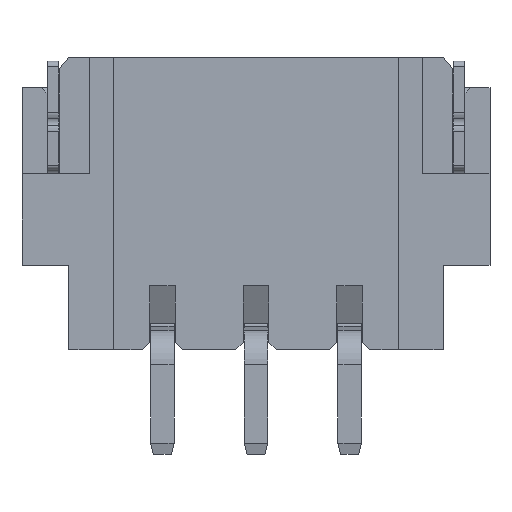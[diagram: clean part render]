
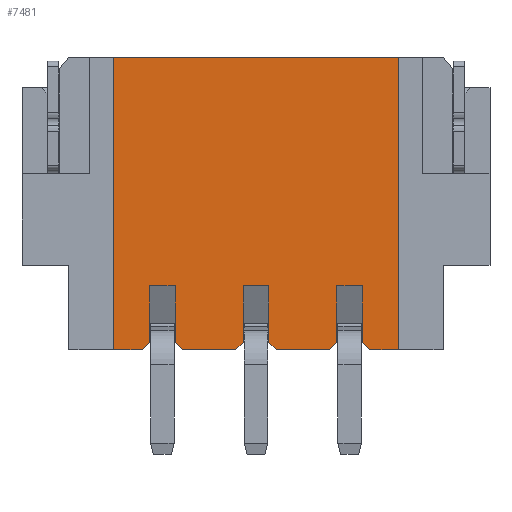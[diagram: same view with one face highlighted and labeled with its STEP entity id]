
A CAD part, front view. The second image highlights one B-rep face of the part: STEP entity #7481.
In plain terms, the highlighted planar face has unit normal (0, -1, 0).
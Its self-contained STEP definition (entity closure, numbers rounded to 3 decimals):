
#1395=DIRECTION('',(-0.707,0.,-0.707));
#1396=VECTOR('',#1395,0.283);
#1397=CARTESIAN_POINT('',(3.41,-5.7,-7.6));
#1398=LINE('',#1397,#1396);
#1399=DIRECTION('',(1.,0.,0.));
#1400=VECTOR('',#1399,7.6);
#1401=CARTESIAN_POINT('',(2.45,-5.7,0.));
#1402=LINE('',#1401,#1400);
#1403=DIRECTION('',(-0.707,0.,0.707));
#1404=VECTOR('',#1403,0.283);
#1405=CARTESIAN_POINT('',(9.29,-5.7,-7.8));
#1406=LINE('',#1405,#1404);
#1407=DIRECTION('',(-1.,0.,0.));
#1408=VECTOR('',#1407,0.68);
#1409=CARTESIAN_POINT('',(9.09,-5.7,-6.1));
#1410=LINE('',#1409,#1408);
#1411=DIRECTION('',(-0.707,0.,-0.707));
#1412=VECTOR('',#1411,0.283);
#1413=CARTESIAN_POINT('',(8.41,-5.7,-7.6));
#1414=LINE('',#1413,#1412);
#1415=DIRECTION('',(-0.707,0.,0.707));
#1416=VECTOR('',#1415,0.283);
#1417=CARTESIAN_POINT('',(6.79,-5.7,-7.8));
#1418=LINE('',#1417,#1416);
#1419=DIRECTION('',(-1.,0.,0.));
#1420=VECTOR('',#1419,0.68);
#1421=CARTESIAN_POINT('',(6.59,-5.7,-6.1));
#1422=LINE('',#1421,#1420);
#1423=DIRECTION('',(-0.707,0.,-0.707));
#1424=VECTOR('',#1423,0.283);
#1425=CARTESIAN_POINT('',(5.91,-5.7,-7.6));
#1426=LINE('',#1425,#1424);
#1427=DIRECTION('',(-0.707,0.,0.707));
#1428=VECTOR('',#1427,0.283);
#1429=CARTESIAN_POINT('',(4.29,-5.7,-7.8));
#1430=LINE('',#1429,#1428);
#1431=DIRECTION('',(-1.,0.,0.));
#1432=VECTOR('',#1431,0.68);
#1433=CARTESIAN_POINT('',(4.09,-5.7,-6.1));
#1434=LINE('',#1433,#1432);
#1447=DIRECTION('',(1.,0.,0.));
#1448=VECTOR('',#1447,0.76);
#1449=CARTESIAN_POINT('',(2.45,-5.7,-7.8));
#1450=LINE('',#1449,#1448);
#2377=DIRECTION('',(0.,0.,-1.));
#2378=VECTOR('',#2377,7.8);
#2379=CARTESIAN_POINT('',(2.45,-5.7,0.));
#2380=LINE('',#2379,#2378);
#2393=DIRECTION('',(0.,0.,1.));
#2394=VECTOR('',#2393,7.8);
#2395=CARTESIAN_POINT('',(10.05,-5.7,-7.8));
#2396=LINE('',#2395,#2394);
#2405=DIRECTION('',(1.,0.,0.));
#2406=VECTOR('',#2405,0.76);
#2407=CARTESIAN_POINT('',(9.29,-5.7,-7.8));
#2408=LINE('',#2407,#2406);
#2461=DIRECTION('',(0.,0.,-1.));
#2462=VECTOR('',#2461,1.5);
#2463=CARTESIAN_POINT('',(9.09,-5.7,-6.1));
#2464=LINE('',#2463,#2462);
#2473=DIRECTION('',(0.,0.,1.));
#2474=VECTOR('',#2473,1.5);
#2475=CARTESIAN_POINT('',(8.41,-5.7,-7.6));
#2476=LINE('',#2475,#2474);
#2517=DIRECTION('',(0.,0.,-1.));
#2518=VECTOR('',#2517,1.5);
#2519=CARTESIAN_POINT('',(6.59,-5.7,-6.1));
#2520=LINE('',#2519,#2518);
#2521=DIRECTION('',(1.,0.,0.));
#2522=VECTOR('',#2521,1.42);
#2523=CARTESIAN_POINT('',(6.79,-5.7,-7.8));
#2524=LINE('',#2523,#2522);
#2533=DIRECTION('',(0.,0.,1.));
#2534=VECTOR('',#2533,1.5);
#2535=CARTESIAN_POINT('',(5.91,-5.7,-7.6));
#2536=LINE('',#2535,#2534);
#2577=DIRECTION('',(0.,0.,-1.));
#2578=VECTOR('',#2577,1.5);
#2579=CARTESIAN_POINT('',(4.09,-5.7,-6.1));
#2580=LINE('',#2579,#2578);
#2581=DIRECTION('',(1.,0.,0.));
#2582=VECTOR('',#2581,1.42);
#2583=CARTESIAN_POINT('',(4.29,-5.7,-7.8));
#2584=LINE('',#2583,#2582);
#2593=DIRECTION('',(0.,0.,1.));
#2594=VECTOR('',#2593,1.5);
#2595=CARTESIAN_POINT('',(3.41,-5.7,-7.6));
#2596=LINE('',#2595,#2594);
#4149=CARTESIAN_POINT('',(10.05,-5.7,0.));
#4151=VERTEX_POINT('',#4149);
#4153=CARTESIAN_POINT('',(2.45,-5.7,0.));
#4154=VERTEX_POINT('',#4153);
#4410=CARTESIAN_POINT('',(4.09,-5.7,-6.1));
#4412=VERTEX_POINT('',#4410);
#4416=CARTESIAN_POINT('',(6.59,-5.7,-6.1));
#4418=VERTEX_POINT('',#4416);
#4422=CARTESIAN_POINT('',(9.09,-5.7,-6.1));
#4424=VERTEX_POINT('',#4422);
#4455=CARTESIAN_POINT('',(3.41,-5.7,-7.6));
#4456=CARTESIAN_POINT('',(3.21,-5.7,-7.8));
#4457=VERTEX_POINT('',#4455);
#4458=VERTEX_POINT('',#4456);
#4459=CARTESIAN_POINT('',(2.45,-5.7,-7.8));
#4460=VERTEX_POINT('',#4459);
#4461=CARTESIAN_POINT('',(10.05,-5.7,-7.8));
#4462=VERTEX_POINT('',#4461);
#4463=CARTESIAN_POINT('',(9.29,-5.7,-7.8));
#4464=CARTESIAN_POINT('',(9.09,-5.7,-7.6));
#4465=VERTEX_POINT('',#4463);
#4466=VERTEX_POINT('',#4464);
#4467=CARTESIAN_POINT('',(8.41,-5.7,-6.1));
#4468=VERTEX_POINT('',#4467);
#4469=CARTESIAN_POINT('',(8.41,-5.7,-7.6));
#4470=VERTEX_POINT('',#4469);
#4471=CARTESIAN_POINT('',(8.21,-5.7,-7.8));
#4472=VERTEX_POINT('',#4471);
#4473=CARTESIAN_POINT('',(6.79,-5.7,-7.8));
#4474=CARTESIAN_POINT('',(6.59,-5.7,-7.6));
#4475=VERTEX_POINT('',#4473);
#4476=VERTEX_POINT('',#4474);
#4477=CARTESIAN_POINT('',(5.91,-5.7,-6.1));
#4478=VERTEX_POINT('',#4477);
#4479=CARTESIAN_POINT('',(5.91,-5.7,-7.6));
#4480=VERTEX_POINT('',#4479);
#4481=CARTESIAN_POINT('',(5.71,-5.7,-7.8));
#4482=VERTEX_POINT('',#4481);
#4483=CARTESIAN_POINT('',(4.29,-5.7,-7.8));
#4484=CARTESIAN_POINT('',(4.09,-5.7,-7.6));
#4485=VERTEX_POINT('',#4483);
#4486=VERTEX_POINT('',#4484);
#4487=CARTESIAN_POINT('',(3.41,-5.7,-6.1));
#4488=VERTEX_POINT('',#4487);
#7435=CARTESIAN_POINT('',(6.25,-5.7,-3.9));
#7436=DIRECTION('',(0.,1.,0.));
#7437=DIRECTION('',(1.,0.,0.));
#7438=AXIS2_PLACEMENT_3D('',#7435,#7436,#7437);
#7439=PLANE('',#7438);
#7440=ORIENTED_EDGE('',*,*,#7425,.T.);
#7442=ORIENTED_EDGE('',*,*,#7441,.F.);
#7444=ORIENTED_EDGE('',*,*,#7443,.F.);
#7445=ORIENTED_EDGE('',*,*,#5448,.T.);
#7447=ORIENTED_EDGE('',*,*,#7446,.F.);
#7449=ORIENTED_EDGE('',*,*,#7448,.F.);
#7451=ORIENTED_EDGE('',*,*,#7450,.T.);
#7453=ORIENTED_EDGE('',*,*,#7452,.F.);
#7454=ORIENTED_EDGE('',*,*,#7389,.T.);
#7456=ORIENTED_EDGE('',*,*,#7455,.F.);
#7458=ORIENTED_EDGE('',*,*,#7457,.T.);
#7460=ORIENTED_EDGE('',*,*,#7459,.F.);
#7462=ORIENTED_EDGE('',*,*,#7461,.T.);
#7464=ORIENTED_EDGE('',*,*,#7463,.F.);
#7465=ORIENTED_EDGE('',*,*,#7381,.T.);
#7467=ORIENTED_EDGE('',*,*,#7466,.F.);
#7469=ORIENTED_EDGE('',*,*,#7468,.T.);
#7471=ORIENTED_EDGE('',*,*,#7470,.F.);
#7473=ORIENTED_EDGE('',*,*,#7472,.T.);
#7475=ORIENTED_EDGE('',*,*,#7474,.F.);
#7476=ORIENTED_EDGE('',*,*,#7373,.T.);
#7478=ORIENTED_EDGE('',*,*,#7477,.F.);
#7479=EDGE_LOOP('',(#7440,#7442,#7444,#7445,#7447,#7449,#7451,#7453,#7454,#7456,
#7458,#7460,#7462,#7464,#7465,#7467,#7469,#7471,#7473,#7475,#7476,#7478));
#7480=FACE_OUTER_BOUND('',#7479,.F.);
#5448=EDGE_CURVE('',#4154,#4151,#1402,.T.);
#7373=EDGE_CURVE('',#4412,#4488,#1434,.T.);
#7381=EDGE_CURVE('',#4418,#4478,#1422,.T.);
#7389=EDGE_CURVE('',#4424,#4468,#1410,.T.);
#7425=EDGE_CURVE('',#4457,#4458,#1398,.T.);
#7441=EDGE_CURVE('',#4460,#4458,#1450,.T.);
#7443=EDGE_CURVE('',#4154,#4460,#2380,.T.);
#7446=EDGE_CURVE('',#4462,#4151,#2396,.T.);
#7448=EDGE_CURVE('',#4465,#4462,#2408,.T.);
#7450=EDGE_CURVE('',#4465,#4466,#1406,.T.);
#7452=EDGE_CURVE('',#4424,#4466,#2464,.T.);
#7455=EDGE_CURVE('',#4470,#4468,#2476,.T.);
#7457=EDGE_CURVE('',#4470,#4472,#1414,.T.);
#7459=EDGE_CURVE('',#4475,#4472,#2524,.T.);
#7461=EDGE_CURVE('',#4475,#4476,#1418,.T.);
#7463=EDGE_CURVE('',#4418,#4476,#2520,.T.);
#7466=EDGE_CURVE('',#4480,#4478,#2536,.T.);
#7468=EDGE_CURVE('',#4480,#4482,#1426,.T.);
#7470=EDGE_CURVE('',#4485,#4482,#2584,.T.);
#7472=EDGE_CURVE('',#4485,#4486,#1430,.T.);
#7474=EDGE_CURVE('',#4412,#4486,#2580,.T.);
#7477=EDGE_CURVE('',#4457,#4488,#2596,.T.);
#7481=ADVANCED_FACE('',(#7480),#7439,.F.);
